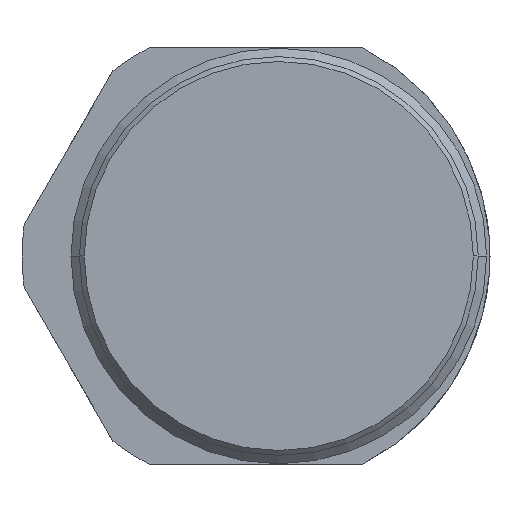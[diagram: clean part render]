
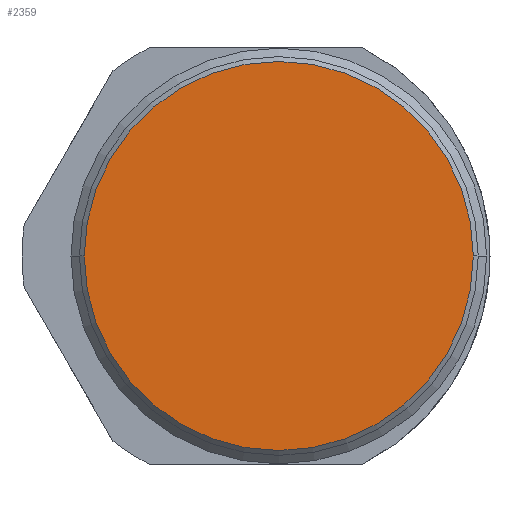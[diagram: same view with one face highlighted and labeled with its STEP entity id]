
A CAD part, left-side view. The second image highlights one B-rep face of the part: STEP entity #2359.
In plain terms, the highlighted planar face has unit normal (-1, 0, 0).
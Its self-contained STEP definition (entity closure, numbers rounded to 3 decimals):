
#511=CARTESIAN_POINT('',(-115.468,-3.556,0.));
#512=DIRECTION('',(-1.,0.,0.));
#513=DIRECTION('',(0.,1.,0.));
#514=AXIS2_PLACEMENT_3D('',#511,#512,#513);
#541=CARTESIAN_POINT('',(-115.468,-3.556,0.));
#542=DIRECTION('',(1.,0.,0.));
#543=DIRECTION('',(0.,1.,0.));
#544=AXIS2_PLACEMENT_3D('',#541,#542,#543);
#1759=CARTESIAN_POINT('',(-115.468,26.797,0.));
#1760=CARTESIAN_POINT('',(-115.468,-33.909,0.));
#1761=VERTEX_POINT('',#1759);
#1762=VERTEX_POINT('',#1760);
#2349=CARTESIAN_POINT('',(-115.468,0.,0.));
#2350=DIRECTION('',(1.,0.,0.));
#2351=DIRECTION('',(0.,0.,-1.));
#2352=AXIS2_PLACEMENT_3D('',#2349,#2350,#2351);
#2353=PLANE('',#2352);
#2354=ORIENTED_EDGE('',*,*,#2339,.F.);
#2356=ORIENTED_EDGE('',*,*,#2355,.T.);
#2357=EDGE_LOOP('',(#2354,#2356));
#2358=FACE_OUTER_BOUND('',#2357,.F.);
#515=CIRCLE('',#514,30.353);
#545=CIRCLE('',#544,30.353);
#2339=EDGE_CURVE('',#1761,#1762,#515,.T.);
#2355=EDGE_CURVE('',#1761,#1762,#545,.T.);
#2359=ADVANCED_FACE('',(#2358),#2353,.F.);
